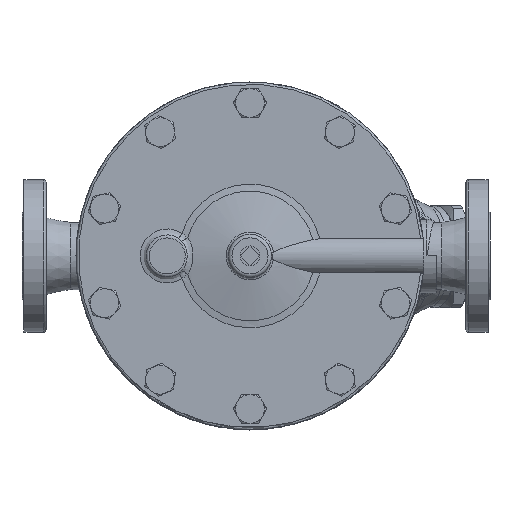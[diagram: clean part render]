
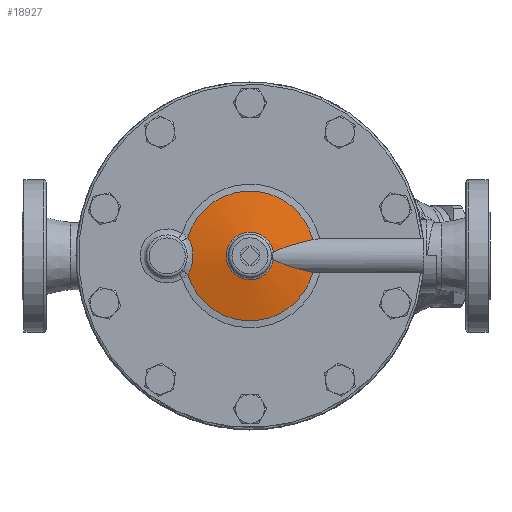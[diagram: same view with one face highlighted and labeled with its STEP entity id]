
A CAD part, top view. The second image highlights one B-rep face of the part: STEP entity #18927.
In plain terms, the highlighted spherical face has radius 190 mm.
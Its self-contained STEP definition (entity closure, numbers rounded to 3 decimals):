
#18538=CARTESIAN_POINT('',(-51.921,-15.276,24.929));
#18539=VERTEX_POINT('',#18538);
#18547=CARTESIAN_POINT('',(-51.921,15.276,24.929));
#18548=VERTEX_POINT('',#18547);
#18549=CARTESIAN_POINT('',(-51.921,-15.276,24.929));
#18550=CARTESIAN_POINT('',(-51.058,-14.044,25.278));
#18551=CARTESIAN_POINT('',(-49.943,-12.028,25.735));
#18552=CARTESIAN_POINT('',(-48.859,-9.147,26.187));
#18553=CARTESIAN_POINT('',(-48.035,-6.186,26.535));
#18554=CARTESIAN_POINT('',(-47.463,-2.326,26.781));
#18555=CARTESIAN_POINT('',(-47.464,1.545,26.781));
#18556=CARTESIAN_POINT('',(-47.805,4.636,26.634));
#18557=CARTESIAN_POINT('',(-48.239,6.915,26.449));
#18558=CARTESIAN_POINT('',(-48.856,9.137,26.189));
#18559=CARTESIAN_POINT('',(-49.943,12.028,25.735));
#18560=CARTESIAN_POINT('',(-51.058,14.044,25.278));
#18561=CARTESIAN_POINT('',(-51.921,15.276,24.929));
#18562=B_SPLINE_CURVE_WITH_KNOTS('',3,(#18549,#18550,#18551,#18552,#18553,#18554,#18555,#18556,#18557,#18558,#18559,#18560,#18561),.UNSPECIFIED.,.F.,.U.,(4,1,1,1,1,1,1,1,1,1,4),(-3.347,-2.869,-2.63,-2.391,-1.912,-1.434,-1.195,-0.956,-0.717,-0.478,0.0),.UNSPECIFIED.);
#18563=EDGE_CURVE('',#18539,#18548,#18562,.T.);
#18831=CARTESIAN_POINT('',(52.383,13.61,24.929));
#18832=VERTEX_POINT('',#18831);
#18833=CARTESIAN_POINT('',(0.,0.0,24.929));
#18834=DIRECTION('',(0.0,0.0,-1.0));
#18835=DIRECTION('',(0.0,1.0,0.0));
#18836=AXIS2_PLACEMENT_3D('',#18833,#18834,#18835);
#18837=CIRCLE('',#18836,54.122);
#18838=EDGE_CURVE('',#18548,#18832,#18837,.T.);
#18854=CARTESIAN_POINT('',(0.,0.0,-157.2));
#18855=DIRECTION('',(0.0,0.0,1.0));
#18856=DIRECTION('',(1.0,0.0,0.0));
#18857=AXIS2_PLACEMENT_3D('',#18854,#18855,#18856);
#18858=SPHERICAL_SURFACE('',#18857,190.);
#18859=ORIENTED_EDGE('',*,*,#18563,.F.);
#18860=CARTESIAN_POINT('',(52.383,-13.61,24.929));
#18861=VERTEX_POINT('',#18860);
#18862=CARTESIAN_POINT('',(0.,0.0,24.929));
#18863=DIRECTION('',(0.0,0.0,-1.0));
#18864=DIRECTION('',(0.0,1.0,0.0));
#18865=AXIS2_PLACEMENT_3D('',#18862,#18863,#18864);
#18866=CIRCLE('',#18865,54.122);
#18867=EDGE_CURVE('',#18861,#18539,#18866,.T.);
#18868=ORIENTED_EDGE('',*,*,#18867,.F.);
#18869=CARTESIAN_POINT('',(19.514,-3.301,31.766));
#18870=VERTEX_POINT('',#18869);
#18871=CARTESIAN_POINT('',(52.383,-13.61,24.929));
#18872=CARTESIAN_POINT('',(48.208,-12.742,26.194));
#18873=CARTESIAN_POINT('',(43.935,-11.698,27.334));
#18874=CARTESIAN_POINT('',(39.744,-10.536,28.298));
#18875=CARTESIAN_POINT('',(36.233,-9.563,29.105));
#18876=CARTESIAN_POINT('',(32.778,-8.511,29.791));
#18877=CARTESIAN_POINT('',(29.497,-7.394,30.351));
#18878=CARTESIAN_POINT('',(29.012,-7.229,30.433));
#18879=CARTESIAN_POINT('',(28.532,-7.062,30.513));
#18880=CARTESIAN_POINT('',(28.056,-6.894,30.591));
#18881=CARTESIAN_POINT('',(27.618,-6.74,30.662));
#18882=CARTESIAN_POINT('',(27.187,-6.585,30.73));
#18883=CARTESIAN_POINT('',(26.741,-6.422,30.799));
#18884=CARTESIAN_POINT('',(25.481,-5.96,30.994));
#18885=CARTESIAN_POINT('',(24.147,-5.447,31.186));
#18886=CARTESIAN_POINT('',(22.83,-4.886,31.36));
#18887=CARTESIAN_POINT('',(21.688,-4.399,31.511));
#18888=CARTESIAN_POINT('',(20.559,-3.879,31.648));
#18889=CARTESIAN_POINT('',(19.514,-3.301,31.766));
#18890=B_SPLINE_CURVE_WITH_KNOTS('',3,(#18871,#18872,#18873,#18874,#18875,#18876,#18877,#18878,#18879,#18880,#18881,#18882,#18883,#18884,#18885,#18886,#18887,#18888,#18889),.UNSPECIFIED.,.F.,.U.,(4,3,3,3,3,3,4),(1.197,2.429,3.461,3.613,3.753,4.149,4.493),.UNSPECIFIED.);
#18891=EDGE_CURVE('',#18861,#18870,#18890,.T.);
#18892=ORIENTED_EDGE('',*,*,#18891,.T.);
#18893=CARTESIAN_POINT('',(19.514,3.301,31.766));
#18894=VERTEX_POINT('',#18893);
#18895=CARTESIAN_POINT('',(0.,0.0,31.766));
#18896=DIRECTION('',(0.0,0.0,1.0));
#18897=DIRECTION('',(1.0,0.0,0.0));
#18898=AXIS2_PLACEMENT_3D('',#18895,#18896,#18897);
#18899=CIRCLE('',#18898,19.792);
#18900=EDGE_CURVE('',#18894,#18870,#18899,.T.);
#18901=ORIENTED_EDGE('',*,*,#18900,.F.);
#18902=CARTESIAN_POINT('',(19.514,3.301,31.766));
#18903=CARTESIAN_POINT('',(20.553,3.875,31.649));
#18904=CARTESIAN_POINT('',(21.675,4.393,31.513));
#18905=CARTESIAN_POINT('',(22.811,4.877,31.363));
#18906=CARTESIAN_POINT('',(24.038,5.401,31.201));
#18907=CARTESIAN_POINT('',(25.282,5.883,31.023));
#18908=CARTESIAN_POINT('',(26.467,6.321,30.841));
#18909=CARTESIAN_POINT('',(26.838,6.458,30.785));
#18910=CARTESIAN_POINT('',(27.201,6.59,30.728));
#18911=CARTESIAN_POINT('',(27.561,6.718,30.67));
#18912=CARTESIAN_POINT('',(30.293,7.696,30.235));
#18913=CARTESIAN_POINT('',(33.17,8.62,29.71));
#18914=CARTESIAN_POINT('',(36.116,9.495,29.094));
#18915=CARTESIAN_POINT('',(40.252,10.724,28.23));
#18916=CARTESIAN_POINT('',(44.525,11.85,27.184));
#18917=CARTESIAN_POINT('',(48.75,12.816,25.992));
#18918=CARTESIAN_POINT('',(49.966,13.095,25.649));
#18919=CARTESIAN_POINT('',(51.178,13.36,25.294));
#18920=CARTESIAN_POINT('',(52.383,13.61,24.929));
#18921=B_SPLINE_CURVE_WITH_KNOTS('',3,(#18902,#18903,#18904,#18905,#18906,#18907,#18908,#18909,#18910,#18911,#18912,#18913,#18914,#18915,#18916,#18917,#18918,#18919,#18920),.UNSPECIFIED.,.F.,.U.,(4,3,3,3,3,3,4),(5.441,5.783,6.152,6.267,7.147,8.381,8.736),.UNSPECIFIED.);
#18922=EDGE_CURVE('',#18894,#18832,#18921,.T.);
#18923=ORIENTED_EDGE('',*,*,#18922,.T.);
#18924=ORIENTED_EDGE('',*,*,#18838,.F.);
#18925=EDGE_LOOP('',(#18859,#18868,#18892,#18901,#18923,#18924));
#18926=FACE_OUTER_BOUND('',#18925,.T.);
#18927=ADVANCED_FACE('',(#18926),#18858,.T.);
